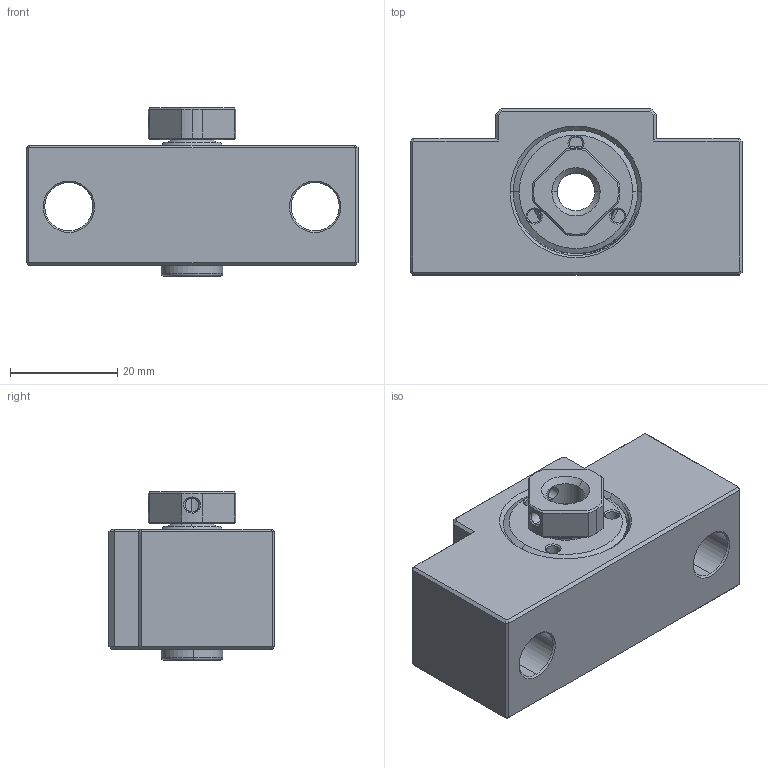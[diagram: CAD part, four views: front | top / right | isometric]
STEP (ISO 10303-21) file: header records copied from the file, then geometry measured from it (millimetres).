
FILE_DESCRIPTION (( 'STEP AP203' ), '1' );
FILE_NAME ('LK08組合圖.STEP', '2017-12-28T05:49:51', ( '' ), ( '' ), 'SwSTEP 2.0', 'SolidWorks 2017', '' );
FILE_SCHEMA (( 'CONFIG_CONTROL_DESIGN' ));
Length unit declared in the file: millimetre
Products named in the file (1): LK08組合圖
Bounding box: 62 x 31 x 31.5 mm (x, y, z)
Surface area: 11305.9 mm2 (no closed solid volume)
Topology: 0 solids, 7 shells, 156 faces, 373 edges, 225 vertices
Faces by surface type: plane 63, cylinder 41, cone 38, torus 8, bspline 6
Entity records: 5937 total; most frequent: CARTESIAN_POINT 2292, DIRECTION 766, ORIENTED_EDGE 687, EDGE_CURVE 373, AXIS2_PLACEMENT_3D 288, VERTEX_POINT 225, LINE 190, VECTOR 190
